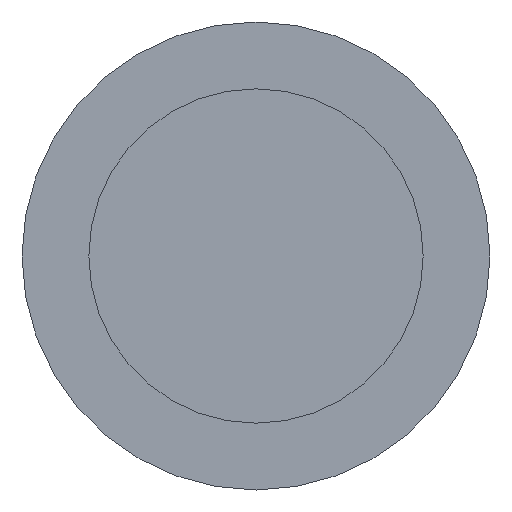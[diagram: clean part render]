
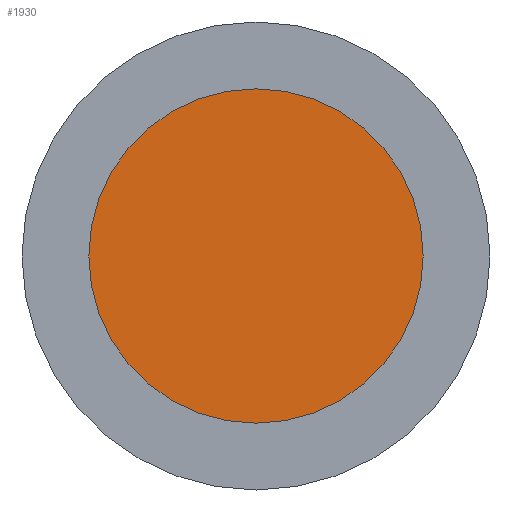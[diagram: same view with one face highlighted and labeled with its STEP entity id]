
A CAD part, left-side view. The second image highlights one B-rep face of the part: STEP entity #1930.
In plain terms, the highlighted planar face has unit normal (-1, 0, 0).
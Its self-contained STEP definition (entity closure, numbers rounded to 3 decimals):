
#260=PLANE('',#2064);
#266=FACE_OUTER_BOUND('',#382,.T.);
#382=EDGE_LOOP('',(#1287));
#633=CIRCLE('',#2062,12.5);
#795=VERTEX_POINT('',#2966);
#984=EDGE_CURVE('',#795,#795,#633,.T.);
#1287=ORIENTED_EDGE('',*,*,#984,.T.);
#1930=ADVANCED_FACE('',(#266),#260,.T.);
#2062=AXIS2_PLACEMENT_3D('',#2967,#2343,#2344);
#2064=AXIS2_PLACEMENT_3D('',#2971,#2348,#2349);
#2343=DIRECTION('center_axis',(-1.,0.,0.));
#2344=DIRECTION('ref_axis',(0.,-1.,0.));
#2348=DIRECTION('center_axis',(-1.,0.,0.));
#2349=DIRECTION('ref_axis',(0.,-1.,0.));
#2966=CARTESIAN_POINT('',(-156.,12.5,0.));
#2967=CARTESIAN_POINT('Origin',(-156.,0.,0.));
#2971=CARTESIAN_POINT('Origin',(-156.,0.,0.));
